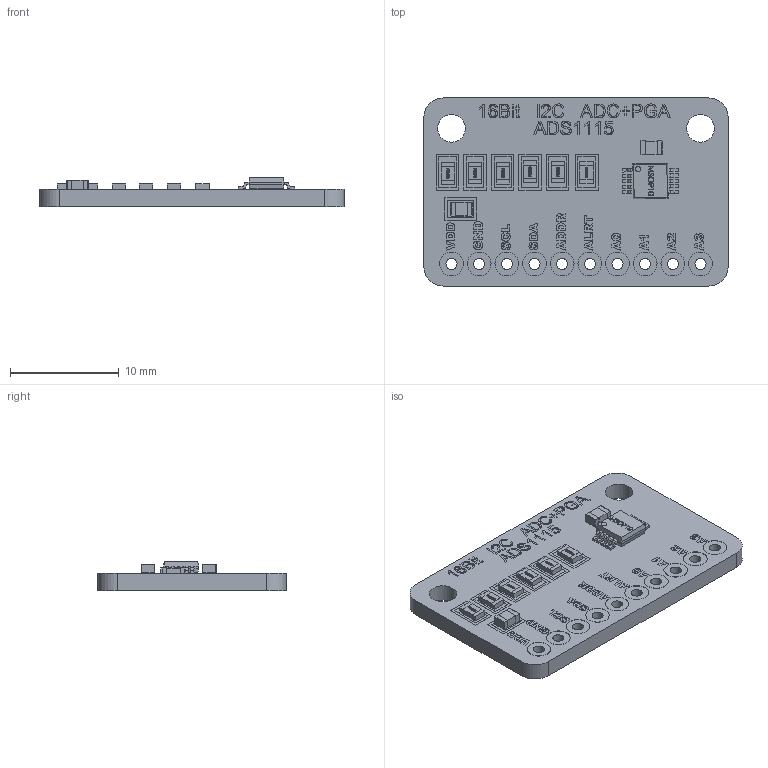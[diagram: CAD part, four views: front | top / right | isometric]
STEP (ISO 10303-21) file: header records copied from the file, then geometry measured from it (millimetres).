
FILE_DESCRIPTION(/* description */ ('Unknown'),/* implementation_level */ '2;1');
FILE_NAME(/* name */ '16Bit I2C ADC+PGA - ADS1115',/* time_stamp */ '2018-10-29T15:38:07-04:00',/* author */ ('Unknown'),/* organization */ ('Unknown'),/* preprocessor_version */ 'ST-DEVELOPER v16.7',/* originating_system */ 'DEX',/* authorisation */ $);
FILE_SCHEMA (('AUTOMOTIVE_DESIGN {1 0 10303 214 3 1 1}'));
Length unit declared in the file: millimetre
Products named in the file (6): 16Bit I2C ADC+PGA - ADS1115; ADS1115; 0805 Capacitor; 0805 Inductor; 0805 Resistor; MSOP10
Assembly tree (10 placements, depth 2):
  16Bit I2C ADC+PGA - ADS1115
    ADS1115
    0805 Capacitor  x2
    0805 Inductor  x2
    0805 Resistor  x4
    MSOP10
Bounding box: 27.94 x 17.27 x 2.74 mm (x, y, z)
Volume: 761.2 mm3; surface area: 1285.9 mm2
Topology: 10 solids, 30 shells, 1221 faces, 2899 edges, 1912 vertices
Faces by surface type: plane 942, bspline 216, cylinder 62, cone 1
Full cylindrical faces by diameter (mm): 1.016 x10, 2.179 x10, 2.528 x2
Entity records: 45783 total; most frequent: CARTESIAN_POINT 16967, ORIENTED_EDGE 4910, DIRECTION 3175, EDGE_CURVE 2455, VERTEX_POINT 1646, EDGE_LOOP 1243, FACE_BOUND 1243, LINE 1235
